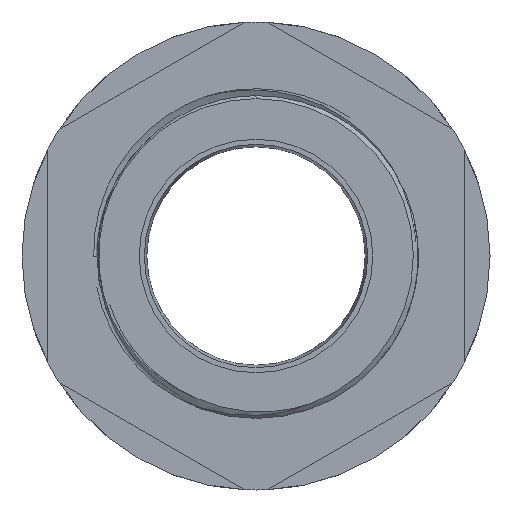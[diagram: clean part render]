
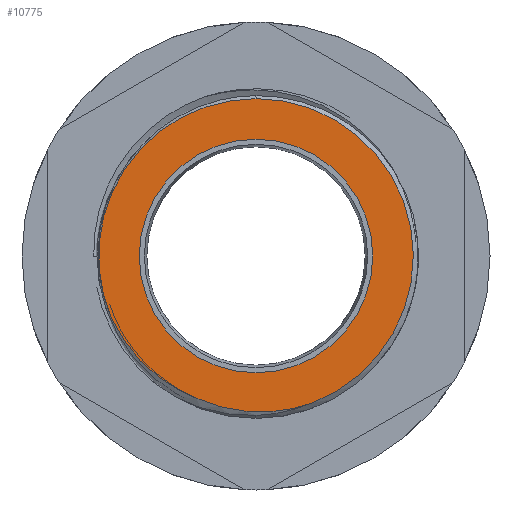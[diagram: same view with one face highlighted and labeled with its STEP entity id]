
A CAD part, front view. The second image highlights one B-rep face of the part: STEP entity #10775.
In plain terms, the highlighted planar face has unit normal (0, -1, 0).
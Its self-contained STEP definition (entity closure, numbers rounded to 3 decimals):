
#127 = B_SPLINE_CURVE_WITH_KNOTS ( 'NONE', 3,
 ( #2702, #6759, #10558, #4748, #11477, #5797, #12413, #6808, #716, #7805, #1746, #8700, #2741, #9659 ),
 .UNSPECIFIED., .F., .F.,
 ( 4, 2, 2, 2, 2, 2, 4 ),
 ( 0., 0.001, 0.003, 0.006, 0.007, 0.009, 0.012 ),
 .UNSPECIFIED. ) ;
#452 = EDGE_CURVE ( 'NONE', #8443, #6692, #1370, .T. ) ;
#716 = CARTESIAN_POINT ( 'NONE',  ( 0.72, -10., -15.36 ) ) ;
#1062 = CARTESIAN_POINT ( 'NONE',  ( -14.227, -10., -6.151 ) ) ;
#1370 = CIRCLE ( 'NONE', #9606, 15.5 ) ;
#1377 = CARTESIAN_POINT ( 'NONE',  ( 0., -10., 15.5 ) ) ;
#1616 = EDGE_CURVE ( 'NONE', #12516, #11417, #3828, .T. ) ;
#1746 = CARTESIAN_POINT ( 'NONE',  ( 2.185, -10., -15.26 ) ) ;
#2367 = ORIENTED_EDGE ( 'NONE', *, *, #2530, .F. ) ;
#2402 = DIRECTION ( 'NONE',  ( 0., 0., 1. ) ) ;
#2405 = DIRECTION ( 'NONE',  ( 0., -1., 0. ) ) ;
#2415 = CARTESIAN_POINT ( 'NONE',  ( 0., -10., 0. ) ) ;
#2498 = CARTESIAN_POINT ( 'NONE',  ( -5.917, -10., -13.985 ) ) ;
#2502 = CARTESIAN_POINT ( 'NONE',  ( -6.375, -10., -13.806 ) ) ;
#2507 = CIRCLE ( 'NONE', #5752, 11.5 ) ;
#2522 = CARTESIAN_POINT ( 'NONE',  ( -6.823, -10., -13.605 ) ) ;
#2530 = EDGE_CURVE ( 'NONE', #7562, #7619, #2507, .T. ) ;
#2536 = CARTESIAN_POINT ( 'NONE',  ( -7.698, -10., -13.162 ) ) ;
#2541 = CARTESIAN_POINT ( 'NONE',  ( -8.127, -10., -12.917 ) ) ;
#2550 = CARTESIAN_POINT ( 'NONE',  ( -9.364, -10., -12.131 ) ) ;
#2553 = CARTESIAN_POINT ( 'NONE',  ( -10.128, -10., -11.534 ) ) ;
#2579 = CARTESIAN_POINT ( 'NONE',  ( -11.186, -10., -10.532 ) ) ;
#2588 = CARTESIAN_POINT ( 'NONE',  ( -11.524, -10., -10.18 ) ) ;
#2598 = CARTESIAN_POINT ( 'NONE',  ( -12.169, -10., -9.441 ) ) ;
#2606 = CARTESIAN_POINT ( 'NONE',  ( -12.474, -10., -9.057 ) ) ;
#2666 = CARTESIAN_POINT ( 'NONE',  ( -14.227, -10., -6.151 ) ) ;
#2702 = CARTESIAN_POINT ( 'NONE',  ( -5.917, -10., -13.985 ) ) ;
#2741 = CARTESIAN_POINT ( 'NONE',  ( 4.569, -10., -14.816 ) ) ;
#2833 = CARTESIAN_POINT ( 'NONE',  ( -13.816, -10., -7.035 ) ) ;
#2906 = CARTESIAN_POINT ( 'NONE',  ( -13.326, -10., -7.871 ) ) ;
#3103 = ORIENTED_EDGE ( 'NONE', *, *, #9957, .F. ) ;
#3589 = CARTESIAN_POINT ( 'NONE',  ( 5.493, -10., -14.494 ) ) ;
#3693 = CIRCLE ( 'NONE', #5678, 15.5 ) ;
#3828 = B_SPLINE_CURVE_WITH_KNOTS ( 'NONE', 3,
 ( #2666, #2833, #2906, #2606, #2598, #2588, #2579, #2553, #2550, #2541, #2536, #2522, #2502, #2498 ),
 .UNSPECIFIED., .F., .F.,
 ( 4, 2, 2, 2, 2, 2, 4 ),
 ( 0.019, 0.022, 0.024, 0.025, 0.028, 0.029, 0.031 ),
 .UNSPECIFIED. ) ;
#3936 = DIRECTION ( 'NONE',  ( 0., -1., 0. ) ) ;
#4216 = ORIENTED_EDGE ( 'NONE', *, *, #1616, .T. ) ;
#4748 = CARTESIAN_POINT ( 'NONE',  ( -4.085, -10., -14.69 ) ) ;
#4802 = AXIS2_PLACEMENT_3D ( 'NONE', #9384, #12175, #6561 ) ;
#4884 = AXIS2_PLACEMENT_3D ( 'NONE', #9833, #3936, #10754 ) ;
#4909 = CARTESIAN_POINT ( 'NONE',  ( 0., -10., 11.5 ) ) ;
#5001 = DIRECTION ( 'NONE',  ( 0., -1., 0. ) ) ;
#5571 = EDGE_LOOP ( 'NONE', ( #7351, #11981, #4216, #11564 ) ) ;
#5678 = AXIS2_PLACEMENT_3D ( 'NONE', #10779, #5001, #11717 ) ;
#5752 = AXIS2_PLACEMENT_3D ( 'NONE', #9575, #9543, #9768 ) ;
#5797 = CARTESIAN_POINT ( 'NONE',  ( -2.19, -10., -15.167 ) ) ;
#6207 = EDGE_LOOP ( 'NONE', ( #2367, #3103 ) ) ;
#6460 = CIRCLE ( 'NONE', #4884, 11.5 ) ;
#6561 = DIRECTION ( 'NONE',  ( 0., 0., 1. ) ) ;
#6692 = VERTEX_POINT ( 'NONE', #1377 ) ;
#6759 = CARTESIAN_POINT ( 'NONE',  ( -5.47, -10., -14.189 ) ) ;
#6808 = CARTESIAN_POINT ( 'NONE',  ( 0.229, -10., -15.362 ) ) ;
#7351 = ORIENTED_EDGE ( 'NONE', *, *, #452, .T. ) ;
#7562 = VERTEX_POINT ( 'NONE', #7854 ) ;
#7619 = VERTEX_POINT ( 'NONE', #4909 ) ;
#7805 = CARTESIAN_POINT ( 'NONE',  ( 1.7, -10., -15.308 ) ) ;
#7854 = CARTESIAN_POINT ( 'NONE',  ( 0., -10., -11.5 ) ) ;
#8443 = VERTEX_POINT ( 'NONE', #3589 ) ;
#8700 = CARTESIAN_POINT ( 'NONE',  ( 3.626, -10., -15.046 ) ) ;
#9279 = FACE_BOUND ( 'NONE', #6207, .T. ) ;
#9384 = CARTESIAN_POINT ( 'NONE',  ( 0., -10., 0. ) ) ;
#9543 = DIRECTION ( 'NONE',  ( 0., -1., 0. ) ) ;
#9575 = CARTESIAN_POINT ( 'NONE',  ( 0., -10., 0. ) ) ;
#9606 = AXIS2_PLACEMENT_3D ( 'NONE', #2415, #2405, #2402 ) ;
#9659 = CARTESIAN_POINT ( 'NONE',  ( 5.493, -10., -14.494 ) ) ;
#9768 = DIRECTION ( 'NONE',  ( 0., 0., -1. ) ) ;
#9833 = CARTESIAN_POINT ( 'NONE',  ( 0., -10., 0. ) ) ;
#9957 = EDGE_CURVE ( 'NONE', #7619, #7562, #6460, .T. ) ;
#10558 = CARTESIAN_POINT ( 'NONE',  ( -5.014, -10., -14.371 ) ) ;
#10754 = DIRECTION ( 'NONE',  ( 0., 0., -1. ) ) ;
#10775 = ADVANCED_FACE ( 'NONE', ( #9279, #10892 ), #11262, .F. ) ;
#10779 = CARTESIAN_POINT ( 'NONE',  ( 0., -10., 0. ) ) ;
#10892 = FACE_OUTER_BOUND ( 'NONE', #5571, .T. ) ;
#11262 = PLANE ( 'NONE',  #4802 ) ;
#11414 = EDGE_CURVE ( 'NONE', #6692, #12516, #3693, .T. ) ;
#11417 = VERTEX_POINT ( 'NONE', #11679 ) ;
#11477 = CARTESIAN_POINT ( 'NONE',  ( -3.612, -10., -14.827 ) ) ;
#11564 = ORIENTED_EDGE ( 'NONE', *, *, #11827, .T. ) ;
#11679 = CARTESIAN_POINT ( 'NONE',  ( -5.917, -10., -13.985 ) ) ;
#11717 = DIRECTION ( 'NONE',  ( 0., 0., 1. ) ) ;
#11827 = EDGE_CURVE ( 'NONE', #11417, #8443, #127, .T. ) ;
#11981 = ORIENTED_EDGE ( 'NONE', *, *, #11414, .T. ) ;
#12175 = DIRECTION ( 'NONE',  ( 0., 1., 0. ) ) ;
#12413 = CARTESIAN_POINT ( 'NONE',  ( -1.229, -10., -15.301 ) ) ;
#12516 = VERTEX_POINT ( 'NONE', #1062 ) ;
